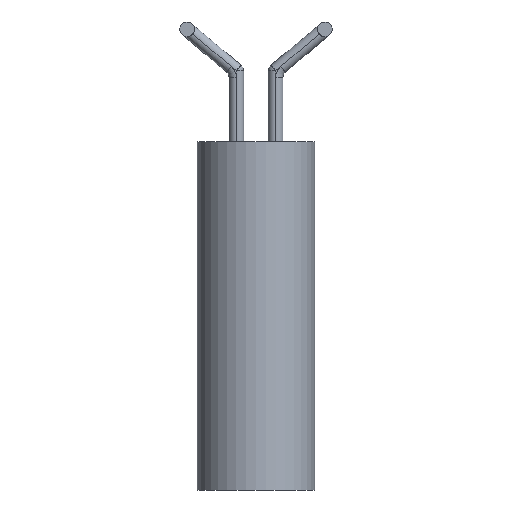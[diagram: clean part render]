
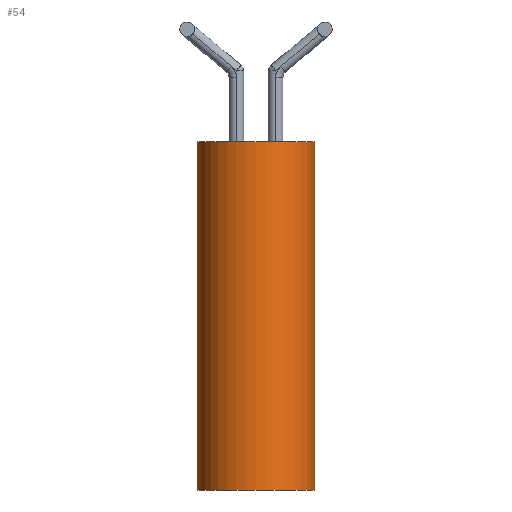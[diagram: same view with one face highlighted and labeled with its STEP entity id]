
A CAD part, front view. The second image highlights one B-rep face of the part: STEP entity #54.
In plain terms, the highlighted cylindrical face has radius 1.05 mm (diameter 2.1 mm), a partial arc.
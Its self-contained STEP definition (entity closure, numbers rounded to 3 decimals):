
#32 = VERTEX_POINT ( 'NONE', #302 ) ;
#33 = VERTEX_POINT ( 'NONE', #301 ) ;
#54 = ADVANCED_FACE ( 'NONE', ( #631 ), #641, .T. ) ;
#88 = EDGE_CURVE ( 'NONE', #33, #108, #662, .T. ) ;
#108 = VERTEX_POINT ( 'NONE', #612 ) ;
#118 = VERTEX_POINT ( 'NONE', #593 ) ;
#137 = EDGE_CURVE ( 'NONE', #32, #118, #557, .T. ) ;
#157 = EDGE_LOOP ( 'NONE', ( #158, #199, #185, #196 ) ) ;
#158 = ORIENTED_EDGE ( 'NONE', *, *, #137, .F. ) ;
#185 = ORIENTED_EDGE ( 'NONE', *, *, #88, .T. ) ;
#196 = ORIENTED_EDGE ( 'NONE', *, *, #197, .T. ) ;
#197 = EDGE_CURVE ( 'NONE', #108, #118, #900, .T. ) ;
#199 = ORIENTED_EDGE ( 'NONE', *, *, #200, .F. ) ;
#200 = EDGE_CURVE ( 'NONE', #33, #32, #889, .T. ) ;
#301 = CARTESIAN_POINT ( 'NONE',  ( 2.275, 1.05, -8.2 ) ) ;
#302 = CARTESIAN_POINT ( 'NONE',  ( 0.175, 1.05, -8.2 ) ) ;
#527 = CARTESIAN_POINT ( 'NONE',  ( 1.225, 1.05, -8.2 ) ) ;
#528 = AXIS2_PLACEMENT_3D ( 'NONE', #527, #643, #632 ) ;
#554 = DIRECTION ( 'NONE',  ( 0., 0., 1. ) ) ;
#555 = VECTOR ( 'NONE', #554, 1000. ) ;
#556 = CARTESIAN_POINT ( 'NONE',  ( 0.175, 1.05, -8.2 ) ) ;
#557 = LINE ( 'NONE', #556, #555 ) ;
#593 = CARTESIAN_POINT ( 'NONE',  ( 0.175, 1.05, -2. ) ) ;
#612 = CARTESIAN_POINT ( 'NONE',  ( 2.275, 1.05, -2. ) ) ;
#631 = FACE_OUTER_BOUND ( 'NONE', #157, .T. ) ;
#632 = DIRECTION ( 'NONE',  ( 1., 0., 0. ) ) ;
#641 = CYLINDRICAL_SURFACE ( 'NONE', #528, 1.05 ) ;
#643 = DIRECTION ( 'NONE',  ( 0., 0., 1. ) ) ;
#659 = DIRECTION ( 'NONE',  ( 0., 0., 1. ) ) ;
#660 = VECTOR ( 'NONE', #659, 1000. ) ;
#661 = CARTESIAN_POINT ( 'NONE',  ( 2.275, 1.05, -8.2 ) ) ;
#662 = LINE ( 'NONE', #661, #660 ) ;
#885 = DIRECTION ( 'NONE',  ( -1., 0., 0. ) ) ;
#886 = DIRECTION ( 'NONE',  ( 0., 0., -1. ) ) ;
#887 = CARTESIAN_POINT ( 'NONE',  ( 1.225, 1.05, -8.2 ) ) ;
#888 = AXIS2_PLACEMENT_3D ( 'NONE', #887, #886, #885 ) ;
#889 = CIRCLE ( 'NONE', #888, 1.05 ) ;
#896 = DIRECTION ( 'NONE',  ( -1., 0., 0. ) ) ;
#897 = DIRECTION ( 'NONE',  ( 0., 0., -1. ) ) ;
#898 = CARTESIAN_POINT ( 'NONE',  ( 1.225, 1.05, -2. ) ) ;
#899 = AXIS2_PLACEMENT_3D ( 'NONE', #898, #897, #896 ) ;
#900 = CIRCLE ( 'NONE', #899, 1.05 ) ;
